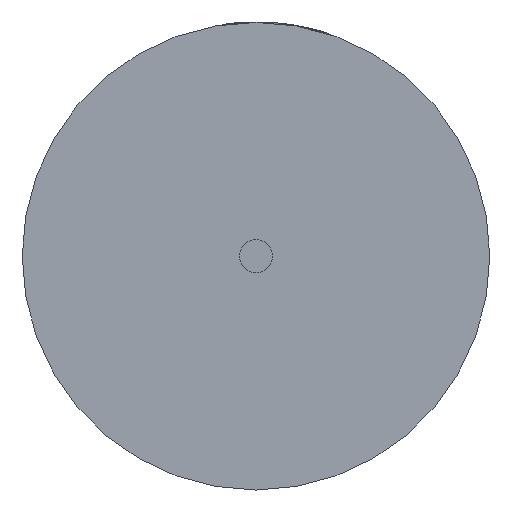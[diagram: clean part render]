
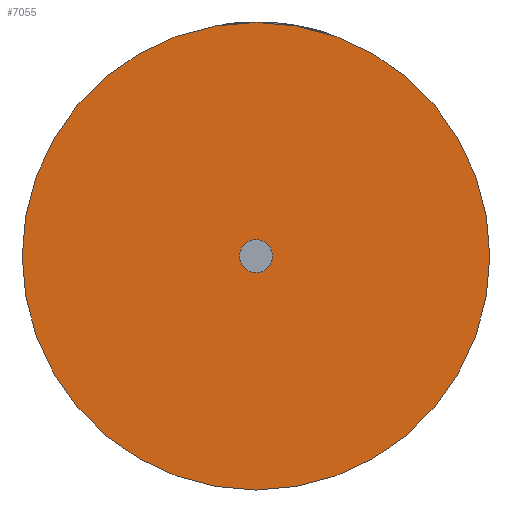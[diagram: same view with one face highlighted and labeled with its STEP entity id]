
A CAD part, left-side view. The second image highlights one B-rep face of the part: STEP entity #7055.
In plain terms, the highlighted planar face has unit normal (-1, 0, 0).
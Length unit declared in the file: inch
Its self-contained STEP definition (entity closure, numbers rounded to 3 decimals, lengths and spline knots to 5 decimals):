
#296 = CARTESIAN_POINT ( 'NONE',  ( -0.45079, 0.01594, 0. ) ) ;
#313 = CARTESIAN_POINT ( 'NONE',  ( -0.45079, 0., 0.22441 ) ) ;
#352 = CARTESIAN_POINT ( 'NONE',  ( -0.45079, 0., -0.22441 ) ) ;
#354 = CARTESIAN_POINT ( 'NONE',  ( -0.45079, -0.01594, 0. ) ) ;
#4008 = EDGE_LOOP ( 'NONE', ( #4130, #4128 ) ) ;
#4128 = ORIENTED_EDGE ( 'NONE', *, *, #5691, .F. ) ;
#4129 = ORIENTED_EDGE ( 'NONE', *, *, #5681, .T. ) ;
#4130 = ORIENTED_EDGE ( 'NONE', *, *, #5683, .F. ) ;
#4131 = ORIENTED_EDGE ( 'NONE', *, *, #7181, .T. ) ;
#4293 = EDGE_LOOP ( 'NONE', ( #4129, #4131 ) ) ;
#4337 = VERTEX_POINT ( 'NONE', #296 ) ;
#4354 = VERTEX_POINT ( 'NONE', #313 ) ;
#4393 = VERTEX_POINT ( 'NONE', #352 ) ;
#4395 = VERTEX_POINT ( 'NONE', #354 ) ;
#4672 = CARTESIAN_POINT ( 'NONE',  ( -0.45079, 0., 0. ) ) ;
#4676 = DIRECTION ( 'NONE',  ( 1., 0., 0. ) ) ;
#4677 = DIRECTION ( 'NONE',  ( 0., 1., 0. ) ) ;
#5681 = EDGE_CURVE ( 'NONE', #4337, #4395, #7340, .T. ) ;
#5683 = EDGE_CURVE ( 'NONE', #4393, #4354, #7341, .T. ) ;
#5691 = EDGE_CURVE ( 'NONE', #4354, #4393, #7345, .T. ) ;
#6197 = AXIS2_PLACEMENT_3D ( 'NONE', #7449, #7453, #7454 ) ;
#6199 = AXIS2_PLACEMENT_3D ( 'NONE', #7476, #7477, #7478 ) ;
#6421 = AXIS2_PLACEMENT_3D ( 'NONE', #7446, #7447, #7448 ) ;
#6434 = FACE_BOUND ( 'NONE', #4293, .T. ) ;
#6437 = FACE_OUTER_BOUND ( 'NONE', #4008, .T. ) ;
#6440 = AXIS2_PLACEMENT_3D ( 'NONE', #7596, #7597, #7598 ) ;
#6758 = AXIS2_PLACEMENT_3D ( 'NONE', #4672, #4676, #4677 ) ;
#7055 = ADVANCED_FACE ( 'NONE', ( #6434, #6437 ), #7595, .F. ) ;
#7181 = EDGE_CURVE ( 'NONE', #4395, #4337, #7396, .T. ) ;
#7340 = CIRCLE ( 'NONE', #6421, 0.01594 ) ;
#7341 = CIRCLE ( 'NONE', #6197, 0.22441 ) ;
#7345 = CIRCLE ( 'NONE', #6199, 0.22441 ) ;
#7396 = CIRCLE ( 'NONE', #6758, 0.01594 ) ;
#7446 = CARTESIAN_POINT ( 'NONE',  ( -0.45079, 0., 0. ) ) ;
#7447 = DIRECTION ( 'NONE',  ( 1., 0., 0. ) ) ;
#7448 = DIRECTION ( 'NONE',  ( 0., 1., 0. ) ) ;
#7449 = CARTESIAN_POINT ( 'NONE',  ( -0.45079, 0., 0. ) ) ;
#7453 = DIRECTION ( 'NONE',  ( 1., 0., 0. ) ) ;
#7454 = DIRECTION ( 'NONE',  ( 0., 0., -1. ) ) ;
#7476 = CARTESIAN_POINT ( 'NONE',  ( -0.45079, 0., 0. ) ) ;
#7477 = DIRECTION ( 'NONE',  ( 1., 0., 0. ) ) ;
#7478 = DIRECTION ( 'NONE',  ( 0., 0., -1. ) ) ;
#7595 = PLANE ( 'NONE',  #6440 ) ;
#7596 = CARTESIAN_POINT ( 'NONE',  ( -0.45079, 0., 0. ) ) ;
#7597 = DIRECTION ( 'NONE',  ( 1., 0., 0. ) ) ;
#7598 = DIRECTION ( 'NONE',  ( 0., 0., -1. ) ) ;
